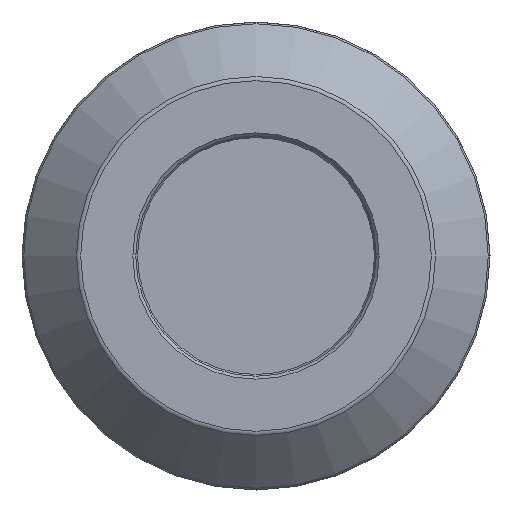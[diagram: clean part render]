
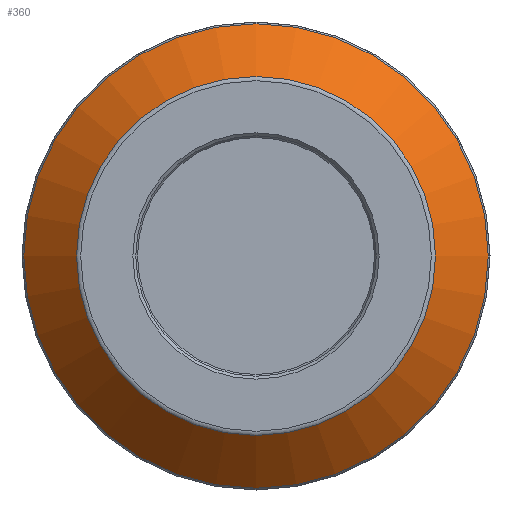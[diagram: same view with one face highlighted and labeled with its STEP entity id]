
A CAD part, left-side view. The second image highlights one B-rep face of the part: STEP entity #360.
In plain terms, the highlighted conical face has half-angle 45 degrees and reference radius 39.202 mm.
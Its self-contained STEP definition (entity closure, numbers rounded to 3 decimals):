
#50=CONICAL_SURFACE('',#1387,39.202,45.);
#296=FACE_BOUND('',#536,.T.);
#297=FACE_BOUND('',#537,.T.);
#360=ADVANCED_FACE('',(#296,#297),#50,.T.);
#536=EDGE_LOOP('',(#746));
#537=EDGE_LOOP('',(#747));
#746=ORIENTED_EDGE('',*,*,#1177,.T.);
#747=ORIENTED_EDGE('',*,*,#1176,.F.);
#1026=VERTEX_POINT('',#2418);
#1027=VERTEX_POINT('',#2421);
#1176=EDGE_CURVE('',#1026,#1026,#1275,.T.);
#1177=EDGE_CURVE('',#1027,#1027,#1276,.T.);
#1275=CIRCLE('',#1384,39.202);
#1276=CIRCLE('',#1386,30.293);
#1384=AXIS2_PLACEMENT_3D('',#2417,#1647,#1648);
#1386=AXIS2_PLACEMENT_3D('',#2420,#1651,#1652);
#1387=AXIS2_PLACEMENT_3D('',#2422,#1653,#1654);
#1647=DIRECTION('',(1.,0.,0.));
#1648=DIRECTION('',(0.,0.,1.));
#1651=DIRECTION('',(1.,0.,0.));
#1652=DIRECTION('',(0.,0.,1.));
#1653=DIRECTION('',(1.,0.,0.));
#1654=DIRECTION('',(0.,0.,-1.));
#2417=CARTESIAN_POINT('',(9.202,0.,0.));
#2418=CARTESIAN_POINT('',(9.202,0.,39.202));
#2420=CARTESIAN_POINT('',(0.293,0.,0.));
#2421=CARTESIAN_POINT('',(0.293,0.,30.293));
#2422=CARTESIAN_POINT('',(9.202,0.,0.));
